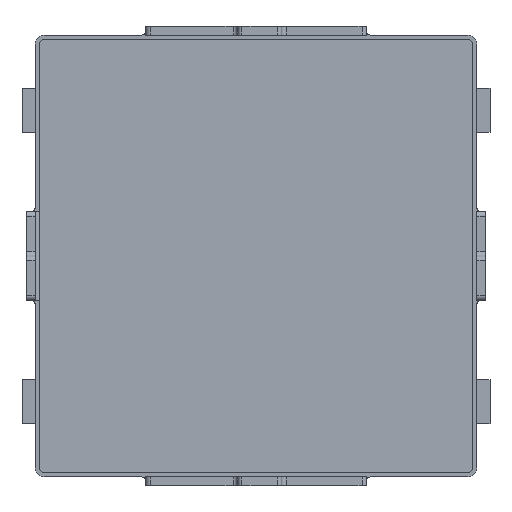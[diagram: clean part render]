
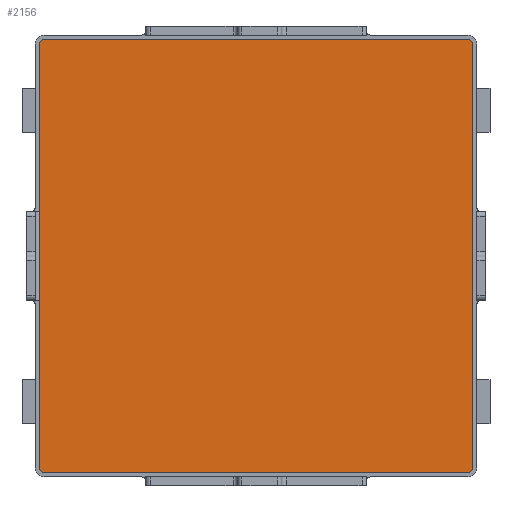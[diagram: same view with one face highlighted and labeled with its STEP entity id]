
A CAD part, front view. The second image highlights one B-rep face of the part: STEP entity #2156.
In plain terms, the highlighted planar face has unit normal (0, -1, 0).
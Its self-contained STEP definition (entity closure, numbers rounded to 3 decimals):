
#57=CIRCLE('',#2290,0.05);
#59=CIRCLE('',#2294,0.05);
#61=CIRCLE('',#2298,0.05);
#63=CIRCLE('',#2302,0.05);
#163=FACE_OUTER_BOUND('',#278,.T.);
#278=EDGE_LOOP('',(#1412,#1413,#1414,#1415,#1416,#1417,#1418,#1419));
#400=LINE('',#3160,#624);
#404=LINE('',#3172,#628);
#410=LINE('',#3188,#634);
#414=LINE('',#3198,#638);
#624=VECTOR('',#2536,10.);
#628=VECTOR('',#2548,10.);
#634=VECTOR('',#2562,10.);
#638=VECTOR('',#2574,10.);
#840=VERTEX_POINT('',#3151);
#841=VERTEX_POINT('',#3153);
#843=VERTEX_POINT('',#3159);
#845=VERTEX_POINT('',#3165);
#847=VERTEX_POINT('',#3171);
#849=VERTEX_POINT('',#3177);
#853=VERTEX_POINT('',#3187);
#855=VERTEX_POINT('',#3193);
#1050=EDGE_CURVE('',#841,#840,#57,.T.);
#1053=EDGE_CURVE('',#843,#841,#400,.T.);
#1056=EDGE_CURVE('',#845,#843,#59,.T.);
#1059=EDGE_CURVE('',#847,#845,#404,.T.);
#1062=EDGE_CURVE('',#849,#847,#61,.T.);
#1067=EDGE_CURVE('',#853,#849,#410,.T.);
#1070=EDGE_CURVE('',#855,#853,#63,.T.);
#1073=EDGE_CURVE('',#840,#855,#414,.T.);
#1412=ORIENTED_EDGE('',*,*,#1073,.T.);
#1413=ORIENTED_EDGE('',*,*,#1070,.T.);
#1414=ORIENTED_EDGE('',*,*,#1067,.T.);
#1415=ORIENTED_EDGE('',*,*,#1062,.T.);
#1416=ORIENTED_EDGE('',*,*,#1059,.T.);
#1417=ORIENTED_EDGE('',*,*,#1056,.T.);
#1418=ORIENTED_EDGE('',*,*,#1053,.T.);
#1419=ORIENTED_EDGE('',*,*,#1050,.T.);
#1958=PLANE('',#2304);
#2156=ADVANCED_FACE('',(#163),#1958,.T.);
#2290=AXIS2_PLACEMENT_3D('',#3154,#2530,#2531);
#2294=AXIS2_PLACEMENT_3D('',#3166,#2542,#2543);
#2298=AXIS2_PLACEMENT_3D('',#3178,#2554,#2555);
#2302=AXIS2_PLACEMENT_3D('',#3194,#2568,#2569);
#2304=AXIS2_PLACEMENT_3D('',#3199,#2575,#2576);
#2530=DIRECTION('center_axis',(0.,-1.,0.));
#2531=DIRECTION('ref_axis',(1.,0.,0.));
#2536=DIRECTION('',(0.,0.,1.));
#2542=DIRECTION('center_axis',(0.,-1.,0.));
#2543=DIRECTION('ref_axis',(0.,0.,-1.));
#2548=DIRECTION('',(1.,0.,0.));
#2554=DIRECTION('center_axis',(0.,-1.,0.));
#2555=DIRECTION('ref_axis',(-1.,0.,0.));
#2562=DIRECTION('',(0.,0.,-1.));
#2568=DIRECTION('center_axis',(0.,-1.,0.));
#2569=DIRECTION('ref_axis',(0.,0.,1.));
#2574=DIRECTION('',(-1.,0.,0.));
#2575=DIRECTION('center_axis',(0.,-1.,0.));
#2576=DIRECTION('ref_axis',(0.,0.,-1.));
#3151=CARTESIAN_POINT('',(2.4,-0.85,2.45));
#3153=CARTESIAN_POINT('',(2.45,-0.85,2.4));
#3154=CARTESIAN_POINT('Origin',(2.4,-0.85,2.4));
#3159=CARTESIAN_POINT('',(2.45,-0.85,-2.4));
#3160=CARTESIAN_POINT('',(2.45,-0.85,-2.4));
#3165=CARTESIAN_POINT('',(2.4,-0.85,-2.45));
#3166=CARTESIAN_POINT('Origin',(2.4,-0.85,-2.4));
#3171=CARTESIAN_POINT('',(-2.4,-0.85,-2.45));
#3172=CARTESIAN_POINT('',(-2.4,-0.85,-2.45));
#3177=CARTESIAN_POINT('',(-2.45,-0.85,-2.4));
#3178=CARTESIAN_POINT('Origin',(-2.4,-0.85,-2.4));
#3187=CARTESIAN_POINT('',(-2.45,-0.85,2.4));
#3188=CARTESIAN_POINT('',(-2.45,-0.85,2.4));
#3193=CARTESIAN_POINT('',(-2.4,-0.85,2.45));
#3194=CARTESIAN_POINT('Origin',(-2.4,-0.85,2.4));
#3198=CARTESIAN_POINT('',(2.4,-0.85,2.45));
#3199=CARTESIAN_POINT('Origin',(0.,-0.85,0.));
